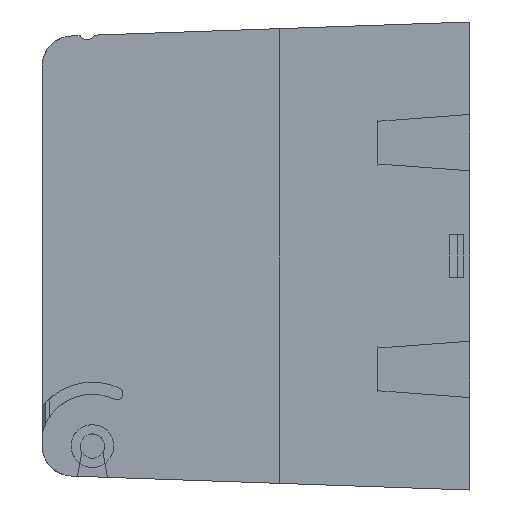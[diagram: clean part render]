
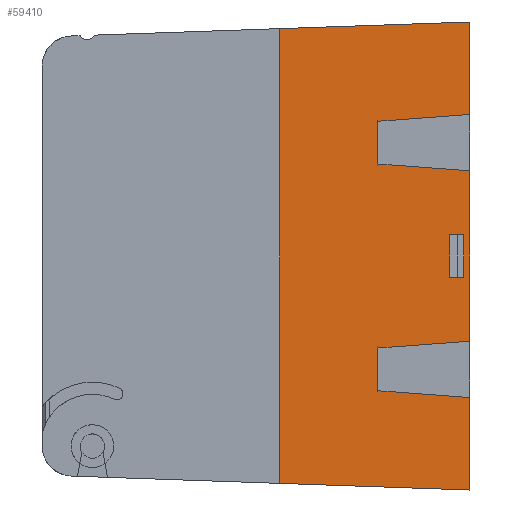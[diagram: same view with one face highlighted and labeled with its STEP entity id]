
A CAD part, left-side view. The second image highlights one B-rep face of the part: STEP entity #59410.
In plain terms, the highlighted planar face has unit normal (-1, 0, 0).
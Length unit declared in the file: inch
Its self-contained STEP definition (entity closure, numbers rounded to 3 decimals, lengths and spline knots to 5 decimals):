
#25 = CARTESIAN_POINT ( 'NONE',  ( -1.395, 1.25, -0.5 ) ) ;
#591 = LINE ( 'NONE', #53584, #59573 ) ;
#1317 = CARTESIAN_POINT ( 'NONE',  ( -1.395, 0., 1.4375 ) ) ;
#1387 = CARTESIAN_POINT ( 'NONE',  ( -1.395, 1.25, -1.49391 ) ) ;
#1545 = LINE ( 'NONE', #42774, #45320 ) ;
#2812 = DIRECTION ( 'NONE',  ( 0., -1., 0. ) ) ;
#4579 = VERTEX_POINT ( 'NONE', #51490 ) ;
#4900 = DIRECTION ( 'NONE',  ( 0., 0., 1. ) ) ;
#5169 = CARTESIAN_POINT ( 'NONE',  ( -1.395, 0., 1.53756 ) ) ;
#5349 = ORIENTED_EDGE ( 'NONE', *, *, #21169, .F. ) ;
#5605 = ORIENTED_EDGE ( 'NONE', *, *, #6352, .F. ) ;
#6045 = FACE_OUTER_BOUND ( 'NONE', #11550, .T. ) ;
#6352 = EDGE_CURVE ( 'NONE', #42594, #27256, #591, .T. ) ;
#7232 = CARTESIAN_POINT ( 'NONE',  ( -1.395, 0.133, -0.14 ) ) ;
#9901 = LINE ( 'NONE', #52786, #68798 ) ;
#10271 = LINE ( 'NONE', #1317, #69158 ) ;
#10491 = VERTEX_POINT ( 'NONE', #14511 ) ;
#10668 = EDGE_CURVE ( 'NONE', #43229, #10491, #46120, .T. ) ;
#10732 = ORIENTED_EDGE ( 'NONE', *, *, #54354, .F. ) ;
#11550 = EDGE_LOOP ( 'NONE', ( #27134, #5605, #48216, #37662, #46206, #50230, #46624, #10732, #12649, #5349, #42963, #23766 ) ) ;
#11726 = LINE ( 'NONE', #33215, #26986 ) ;
#11913 = LINE ( 'NONE', #56790, #27173 ) ;
#11928 = CARTESIAN_POINT ( 'NONE',  ( -1.395, 0.133, -0.14 ) ) ;
#12649 = ORIENTED_EDGE ( 'NONE', *, *, #30196, .F. ) ;
#13205 = EDGE_CURVE ( 'NONE', #10491, #18130, #1545, .T. ) ;
#13690 = VERTEX_POINT ( 'NONE', #56615 ) ;
#14511 = CARTESIAN_POINT ( 'NONE',  ( -1.395, 0.133, 0.14 ) ) ;
#15423 = EDGE_CURVE ( 'NONE', #13690, #24463, #9901, .T. ) ;
#15774 = CARTESIAN_POINT ( 'NONE',  ( -1.395, 0.04, -0.14 ) ) ;
#15823 = LINE ( 'NONE', #22120, #46119 ) ;
#15887 = EDGE_CURVE ( 'NONE', #43229, #53438, #57050, .T. ) ;
#16224 = ORIENTED_EDGE ( 'NONE', *, *, #13205, .T. ) ;
#16972 = CARTESIAN_POINT ( 'NONE',  ( -1.395, 1.1485, -1.49745 ) ) ;
#18130 = VERTEX_POINT ( 'NONE', #41586 ) ;
#20037 = CARTESIAN_POINT ( 'NONE',  ( -1.395, 0.51262, 0.59799 ) ) ;
#20820 = VERTEX_POINT ( 'NONE', #1387 ) ;
#21169 = EDGE_CURVE ( 'NONE', #29850, #41367, #15823, .T. ) ;
#21453 = DIRECTION ( 'NONE',  ( 0., 0., 1. ) ) ;
#22120 = CARTESIAN_POINT ( 'NONE',  ( -1.395, 0., 1.4375 ) ) ;
#22850 = VECTOR ( 'NONE', #27776, 39.37008 ) ;
#23440 = DIRECTION ( 'NONE',  ( 0., 0., 1. ) ) ;
#23619 = CARTESIAN_POINT ( 'NONE',  ( -1.395, 0., -0.56 ) ) ;
#23766 = ORIENTED_EDGE ( 'NONE', *, *, #35452, .T. ) ;
#24463 = VERTEX_POINT ( 'NONE', #49103 ) ;
#25126 = VECTOR ( 'NONE', #37207, 39.37008 ) ;
#26804 = VECTOR ( 'NONE', #29877, 39.37008 ) ;
#26932 = EDGE_CURVE ( 'NONE', #55275, #27256, #48881, .T. ) ;
#26986 = VECTOR ( 'NONE', #4900, 39.37008 ) ;
#26993 = CARTESIAN_POINT ( 'NONE',  ( -1.395, 0.604, -0.60477 ) ) ;
#27134 = ORIENTED_EDGE ( 'NONE', *, *, #26932, .T. ) ;
#27173 = VECTOR ( 'NONE', #51077, 39.37008 ) ;
#27256 = VERTEX_POINT ( 'NONE', #28822 ) ;
#27579 = CARTESIAN_POINT ( 'NONE',  ( -1.395, 0.594, -0.5 ) ) ;
#27776 = DIRECTION ( 'NONE',  ( 0., 0., 1. ) ) ;
#28822 = CARTESIAN_POINT ( 'NONE',  ( -1.395, 0., -0.56 ) ) ;
#29850 = VERTEX_POINT ( 'NONE', #69782 ) ;
#29877 = DIRECTION ( 'NONE',  ( 0., -1., 0. ) ) ;
#30196 = EDGE_CURVE ( 'NONE', #41367, #20820, #54375, .T. ) ;
#32300 = VECTOR ( 'NONE', #52943, 39.37008 ) ;
#33215 = CARTESIAN_POINT ( 'NONE',  ( -1.395, 0.604, -0.56 ) ) ;
#33300 = DIRECTION ( 'NONE',  ( 0., 0., 1. ) ) ;
#33778 = VECTOR ( 'NONE', #63671, 39.37008 ) ;
#33825 = CARTESIAN_POINT ( 'NONE',  ( -1.395, 0., -1.53756 ) ) ;
#34090 = LINE ( 'NONE', #47226, #32300 ) ;
#34999 = VECTOR ( 'NONE', #45742, 39.37008 ) ;
#35322 = CARTESIAN_POINT ( 'NONE',  ( -1.395, 0.133, -0.14 ) ) ;
#35452 = EDGE_CURVE ( 'NONE', #4579, #55275, #11726, .T. ) ;
#35650 = VECTOR ( 'NONE', #21453, 39.37008 ) ;
#36216 = CARTESIAN_POINT ( 'NONE',  ( -1.395, 1.25, 1.49391 ) ) ;
#36510 = FACE_BOUND ( 'NONE', #59777, .T. ) ;
#37207 = DIRECTION ( 'NONE',  ( 0., -0.997, -0.074 ) ) ;
#37662 = ORIENTED_EDGE ( 'NONE', *, *, #39630, .T. ) ;
#38721 = PLANE ( 'NONE',  #47001 ) ;
#39089 = CARTESIAN_POINT ( 'NONE',  ( -1.395, 0.604, 0.60477 ) ) ;
#39188 = ORIENTED_EDGE ( 'NONE', *, *, #15887, .F. ) ;
#39630 = EDGE_CURVE ( 'NONE', #48461, #13690, #50799, .T. ) ;
#40196 = LINE ( 'NONE', #20037, #25126 ) ;
#41270 = DIRECTION ( 'NONE',  ( 0., 0., -1. ) ) ;
#41367 = VERTEX_POINT ( 'NONE', #33825 ) ;
#41586 = CARTESIAN_POINT ( 'NONE',  ( -1.395, 0.04, 0.14 ) ) ;
#41776 = EDGE_CURVE ( 'NONE', #53438, #18130, #53135, .T. ) ;
#42594 = VERTEX_POINT ( 'NONE', #42765 ) ;
#42765 = CARTESIAN_POINT ( 'NONE',  ( -1.395, 0., 0.56 ) ) ;
#42774 = CARTESIAN_POINT ( 'NONE',  ( -1.395, 0.133, 0.14 ) ) ;
#42963 = ORIENTED_EDGE ( 'NONE', *, *, #71975, .F. ) ;
#43229 = VERTEX_POINT ( 'NONE', #7232 ) ;
#44789 = EDGE_CURVE ( 'NONE', #48461, #42594, #40196, .T. ) ;
#45320 = VECTOR ( 'NONE', #2812, 39.37008 ) ;
#45742 = DIRECTION ( 'NONE',  ( 0., 0., 1. ) ) ;
#46119 = VECTOR ( 'NONE', #61971, 39.37008 ) ;
#46120 = LINE ( 'NONE', #11928, #59512 ) ;
#46206 = ORIENTED_EDGE ( 'NONE', *, *, #15423, .T. ) ;
#46624 = ORIENTED_EDGE ( 'NONE', *, *, #63286, .T. ) ;
#47001 = AXIS2_PLACEMENT_3D ( 'NONE', #27579, #67402, #33300 ) ;
#47226 = CARTESIAN_POINT ( 'NONE',  ( -1.395, 0.62245, -0.88387 ) ) ;
#47571 = DIRECTION ( 'NONE',  ( 0., -0.997, 0.074 ) ) ;
#48216 = ORIENTED_EDGE ( 'NONE', *, *, #44789, .F. ) ;
#48461 = VERTEX_POINT ( 'NONE', #39089 ) ;
#48541 = ORIENTED_EDGE ( 'NONE', *, *, #41776, .F. ) ;
#48881 = LINE ( 'NONE', #23619, #33778 ) ;
#49103 = CARTESIAN_POINT ( 'NONE',  ( -1.395, 0., 0.93 ) ) ;
#50142 = LINE ( 'NONE', #25, #34999 ) ;
#50230 = ORIENTED_EDGE ( 'NONE', *, *, #57515, .F. ) ;
#50799 = LINE ( 'NONE', #62570, #35650 ) ;
#51071 = DIRECTION ( 'NONE',  ( 0., 0.999, 0.035 ) ) ;
#51077 = DIRECTION ( 'NONE',  ( 0., 0.999, -0.035 ) ) ;
#51490 = CARTESIAN_POINT ( 'NONE',  ( -1.395, 0.604, -0.88523 ) ) ;
#52786 = CARTESIAN_POINT ( 'NONE',  ( -1.395, 0., 0.93 ) ) ;
#52943 = DIRECTION ( 'NONE',  ( 0., -0.997, -0.074 ) ) ;
#53135 = LINE ( 'NONE', #15774, #22850 ) ;
#53296 = VERTEX_POINT ( 'NONE', #5169 ) ;
#53438 = VERTEX_POINT ( 'NONE', #58328 ) ;
#53584 = CARTESIAN_POINT ( 'NONE',  ( -1.395, 0., 1.4375 ) ) ;
#54354 = EDGE_CURVE ( 'NONE', #20820, #55203, #50142, .T. ) ;
#54375 = LINE ( 'NONE', #16972, #69525 ) ;
#55203 = VERTEX_POINT ( 'NONE', #36216 ) ;
#55275 = VERTEX_POINT ( 'NONE', #26993 ) ;
#56615 = CARTESIAN_POINT ( 'NONE',  ( -1.395, 0.604, 0.88523 ) ) ;
#56790 = CARTESIAN_POINT ( 'NONE',  ( -1.395, 1.1485, 1.49745 ) ) ;
#57050 = LINE ( 'NONE', #35322, #26804 ) ;
#57515 = EDGE_CURVE ( 'NONE', #53296, #24463, #10271, .T. ) ;
#58328 = CARTESIAN_POINT ( 'NONE',  ( -1.395, 0.04, -0.14 ) ) ;
#59410 = ADVANCED_FACE ( 'NONE', ( #6045, #36510 ), #38721, .T. ) ;
#59512 = VECTOR ( 'NONE', #23440, 39.37008 ) ;
#59573 = VECTOR ( 'NONE', #71265, 39.37008 ) ;
#59777 = EDGE_LOOP ( 'NONE', ( #48541, #39188, #61860, #16224 ) ) ;
#61860 = ORIENTED_EDGE ( 'NONE', *, *, #10668, .T. ) ;
#61971 = DIRECTION ( 'NONE',  ( 0., 0., -1. ) ) ;
#62570 = CARTESIAN_POINT ( 'NONE',  ( -1.395, 0.604, 0.56 ) ) ;
#63286 = EDGE_CURVE ( 'NONE', #53296, #55203, #11913, .T. ) ;
#63671 = DIRECTION ( 'NONE',  ( 0., -0.997, 0.074 ) ) ;
#67402 = DIRECTION ( 'NONE',  ( -1., 0., 0. ) ) ;
#68798 = VECTOR ( 'NONE', #47571, 39.37008 ) ;
#69158 = VECTOR ( 'NONE', #41270, 39.37008 ) ;
#69525 = VECTOR ( 'NONE', #51071, 39.37008 ) ;
#69782 = CARTESIAN_POINT ( 'NONE',  ( -1.395, 0., -0.93 ) ) ;
#71265 = DIRECTION ( 'NONE',  ( 0., 0., -1. ) ) ;
#71975 = EDGE_CURVE ( 'NONE', #4579, #29850, #34090, .T. ) ;
